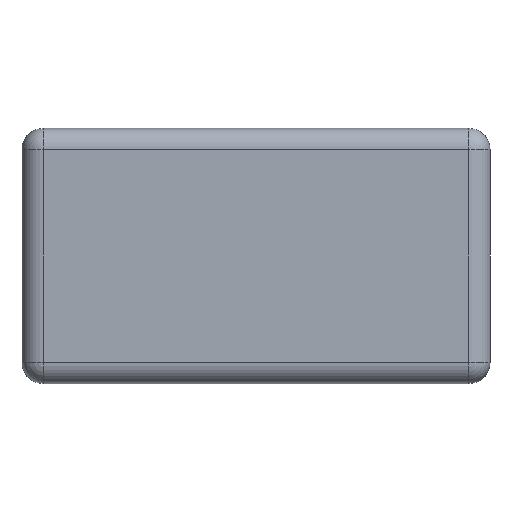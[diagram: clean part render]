
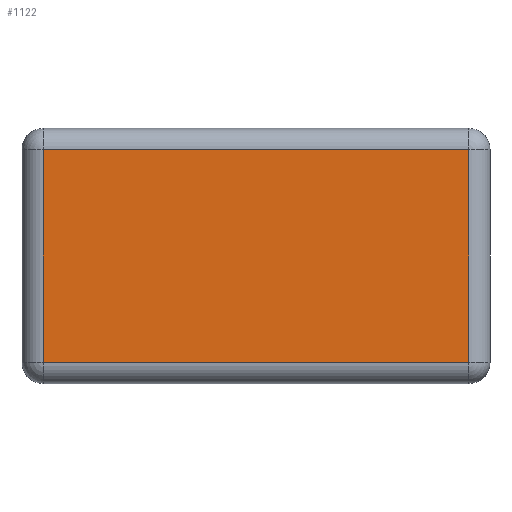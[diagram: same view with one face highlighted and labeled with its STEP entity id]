
A CAD part, front view. The second image highlights one B-rep face of the part: STEP entity #1122.
In plain terms, the highlighted planar face has unit normal (0, -1, 0).
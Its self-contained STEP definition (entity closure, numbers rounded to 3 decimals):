
#66 = ORIENTED_EDGE ( 'NONE', *, *, #803, .T. ) ;
#81 = EDGE_CURVE ( 'NONE', #471, #1241, #874, .T. ) ;
#95 = VECTOR ( 'NONE', #437, 1000. ) ;
#145 = VERTEX_POINT ( 'NONE', #1470 ) ;
#186 = DIRECTION ( 'NONE',  ( 0., 0., -1. ) ) ;
#224 = CARTESIAN_POINT ( 'NONE',  ( 2., 0., 0. ) ) ;
#272 = CARTESIAN_POINT ( 'NONE',  ( -2., 0., 1. ) ) ;
#317 = EDGE_LOOP ( 'NONE', ( #663, #66, #1078, #809 ) ) ;
#324 = LINE ( 'NONE', #1070, #1289 ) ;
#357 = VECTOR ( 'NONE', #689, 1000. ) ;
#381 = CARTESIAN_POINT ( 'NONE',  ( 0., 0., -1. ) ) ;
#437 = DIRECTION ( 'NONE',  ( 0., 0., 1. ) ) ;
#448 = DIRECTION ( 'NONE',  ( 0., 1., 0. ) ) ;
#471 = VERTEX_POINT ( 'NONE', #832 ) ;
#651 = FACE_OUTER_BOUND ( 'NONE', #317, .T. ) ;
#663 = ORIENTED_EDGE ( 'NONE', *, *, #897, .T. ) ;
#689 = DIRECTION ( 'NONE',  ( 1., 0., 0. ) ) ;
#758 = CARTESIAN_POINT ( 'NONE',  ( 0., 0., 1. ) ) ;
#767 = DIRECTION ( 'NONE',  ( -1., 0., 0. ) ) ;
#803 = EDGE_CURVE ( 'NONE', #145, #471, #1072, .T. ) ;
#809 = ORIENTED_EDGE ( 'NONE', *, *, #1319, .T. ) ;
#832 = CARTESIAN_POINT ( 'NONE',  ( 2., 0., -1. ) ) ;
#874 = LINE ( 'NONE', #224, #95 ) ;
#897 = EDGE_CURVE ( 'NONE', #1451, #145, #324, .T. ) ;
#942 = LINE ( 'NONE', #758, #1440 ) ;
#1070 = CARTESIAN_POINT ( 'NONE',  ( -2., 0., 0. ) ) ;
#1072 = LINE ( 'NONE', #381, #357 ) ;
#1078 = ORIENTED_EDGE ( 'NONE', *, *, #81, .T. ) ;
#1088 = CARTESIAN_POINT ( 'NONE',  ( 2., 0., 1. ) ) ;
#1108 = CARTESIAN_POINT ( 'NONE',  ( 0., 0., 0. ) ) ;
#1115 = PLANE ( 'NONE',  #1224 ) ;
#1122 = ADVANCED_FACE ( 'NONE', ( #651 ), #1115, .F. ) ;
#1224 = AXIS2_PLACEMENT_3D ( 'NONE', #1108, #448, #1229 ) ;
#1229 = DIRECTION ( 'NONE',  ( 0., 0., 1. ) ) ;
#1241 = VERTEX_POINT ( 'NONE', #1088 ) ;
#1289 = VECTOR ( 'NONE', #186, 1000. ) ;
#1319 = EDGE_CURVE ( 'NONE', #1241, #1451, #942, .T. ) ;
#1440 = VECTOR ( 'NONE', #767, 1000. ) ;
#1451 = VERTEX_POINT ( 'NONE', #272 ) ;
#1470 = CARTESIAN_POINT ( 'NONE',  ( -2., 0., -1. ) ) ;
